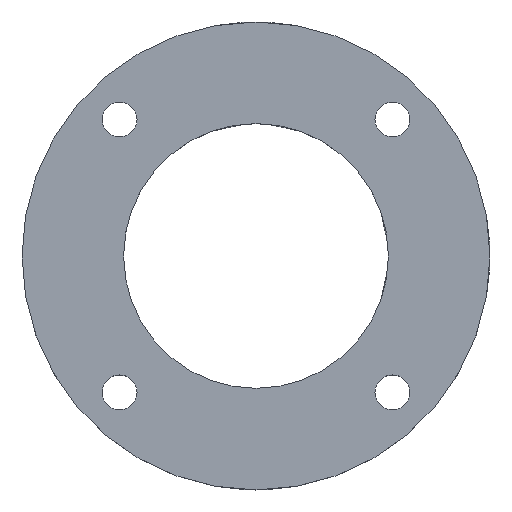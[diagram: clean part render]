
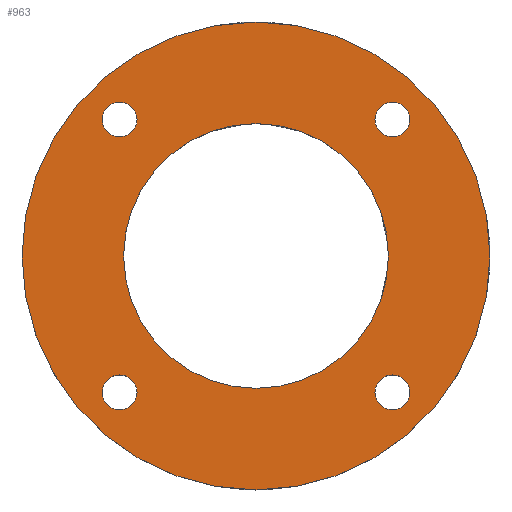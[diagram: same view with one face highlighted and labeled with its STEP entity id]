
A CAD part, top view. The second image highlights one B-rep face of the part: STEP entity #963.
In plain terms, the highlighted planar face has unit normal (0, 0, 1).
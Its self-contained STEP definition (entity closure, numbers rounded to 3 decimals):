
#7 = CARTESIAN_POINT ( 'NONE',  ( 28.984, -33.234, 6. ) ) ;
#14 = DIRECTION ( 'NONE',  ( 1., 0., 0. ) ) ;
#16 = DIRECTION ( 'NONE',  ( -1., 0., 0. ) ) ;
#21 = ORIENTED_EDGE ( 'NONE', *, *, #611, .T. ) ;
#46 = CIRCLE ( 'NONE', #994, 4.25 ) ;
#49 = EDGE_CURVE ( 'NONE', #78, #94, #568, .T. ) ;
#51 = VERTEX_POINT ( 'NONE', #332 ) ;
#56 = DIRECTION ( 'NONE',  ( 0., 0., 1. ) ) ;
#57 = EDGE_CURVE ( 'NONE', #322, #677, #703, .T. ) ;
#78 = VERTEX_POINT ( 'NONE', #7 ) ;
#92 = ORIENTED_EDGE ( 'NONE', *, *, #494, .F. ) ;
#94 = VERTEX_POINT ( 'NONE', #874 ) ;
#95 = CARTESIAN_POINT ( 'NONE',  ( 33.234, 33.234, 6. ) ) ;
#104 = CIRCLE ( 'NONE', #518, 4.25 ) ;
#110 = VERTEX_POINT ( 'NONE', #1039 ) ;
#111 = CARTESIAN_POINT ( 'NONE',  ( -57., 0., 6. ) ) ;
#124 = AXIS2_PLACEMENT_3D ( 'NONE', #339, #504, #929 ) ;
#131 = EDGE_CURVE ( 'NONE', #136, #573, #381, .T. ) ;
#132 = DIRECTION ( 'NONE',  ( 1., 0., 0. ) ) ;
#136 = VERTEX_POINT ( 'NONE', #536 ) ;
#157 = DIRECTION ( 'NONE',  ( 0., 0., 1. ) ) ;
#161 = DIRECTION ( 'NONE',  ( 0., 0., 1. ) ) ;
#165 = CARTESIAN_POINT ( 'NONE',  ( 33.234, -33.234, 6. ) ) ;
#166 = CIRCLE ( 'NONE', #765, 57. ) ;
#175 = CARTESIAN_POINT ( 'NONE',  ( 0., 0., 6. ) ) ;
#176 = EDGE_CURVE ( 'NONE', #677, #322, #720, .T. ) ;
#196 = DIRECTION ( 'NONE',  ( 0., 0., 1. ) ) ;
#215 = DIRECTION ( 'NONE',  ( 0., 0., 1. ) ) ;
#216 = AXIS2_PLACEMENT_3D ( 'NONE', #221, #56, #654 ) ;
#220 = CIRCLE ( 'NONE', #301, 57. ) ;
#221 = CARTESIAN_POINT ( 'NONE',  ( -33.234, -33.234, 6. ) ) ;
#222 = ORIENTED_EDGE ( 'NONE', *, *, #131, .F. ) ;
#246 = ORIENTED_EDGE ( 'NONE', *, *, #49, .F. ) ;
#268 = VERTEX_POINT ( 'NONE', #111 ) ;
#275 = CARTESIAN_POINT ( 'NONE',  ( -33.234, 33.234, 6. ) ) ;
#292 = CARTESIAN_POINT ( 'NONE',  ( -32.25, 0., 6. ) ) ;
#295 = VERTEX_POINT ( 'NONE', #612 ) ;
#301 = AXIS2_PLACEMENT_3D ( 'NONE', #589, #161, #1016 ) ;
#322 = VERTEX_POINT ( 'NONE', #629 ) ;
#323 = CARTESIAN_POINT ( 'NONE',  ( 0., 0., 6. ) ) ;
#332 = CARTESIAN_POINT ( 'NONE',  ( 37.484, 33.234, 6. ) ) ;
#339 = CARTESIAN_POINT ( 'NONE',  ( -33.234, -33.234, 6. ) ) ;
#349 = DIRECTION ( 'NONE',  ( 0., 0., 1. ) ) ;
#379 = FACE_BOUND ( 'NONE', #598, .T. ) ;
#381 = CIRCLE ( 'NONE', #1032, 4.25 ) ;
#382 = DIRECTION ( 'NONE',  ( 1., 0., 0. ) ) ;
#393 = EDGE_CURVE ( 'NONE', #268, #110, #220, .T. ) ;
#396 = EDGE_LOOP ( 'NONE', ( #222, #472 ) ) ;
#398 = EDGE_LOOP ( 'NONE', ( #488, #585 ) ) ;
#407 = EDGE_LOOP ( 'NONE', ( #705, #246 ) ) ;
#410 = PLANE ( 'NONE',  #685 ) ;
#434 = DIRECTION ( 'NONE',  ( 1., 0., 0. ) ) ;
#435 = EDGE_CURVE ( 'NONE', #94, #78, #46, .T. ) ;
#437 = FACE_BOUND ( 'NONE', #407, .T. ) ;
#449 = DIRECTION ( 'NONE',  ( 0., -1., 0. ) ) ;
#457 = CARTESIAN_POINT ( 'NONE',  ( 0., 0., 6. ) ) ;
#472 = ORIENTED_EDGE ( 'NONE', *, *, #863, .F. ) ;
#477 = ORIENTED_EDGE ( 'NONE', *, *, #393, .T. ) ;
#478 = CARTESIAN_POINT ( 'NONE',  ( 32.25, 0., 6. ) ) ;
#488 = ORIENTED_EDGE ( 'NONE', *, *, #57, .F. ) ;
#494 = EDGE_CURVE ( 'NONE', #798, #1009, #509, .T. ) ;
#504 = DIRECTION ( 'NONE',  ( 0., 0., 1. ) ) ;
#509 = CIRCLE ( 'NONE', #1050, 32.25 ) ;
#517 = DIRECTION ( 'NONE',  ( 0., 0., 1. ) ) ;
#518 = AXIS2_PLACEMENT_3D ( 'NONE', #710, #196, #449 ) ;
#536 = CARTESIAN_POINT ( 'NONE',  ( -28.984, 33.234, 6. ) ) ;
#537 = EDGE_CURVE ( 'NONE', #295, #51, #701, .T. ) ;
#556 = DIRECTION ( 'NONE',  ( 0., 0., 1. ) ) ;
#568 = CIRCLE ( 'NONE', #736, 4.25 ) ;
#572 = ORIENTED_EDGE ( 'NONE', *, *, #659, .F. ) ;
#573 = VERTEX_POINT ( 'NONE', #679 ) ;
#585 = ORIENTED_EDGE ( 'NONE', *, *, #176, .F. ) ;
#589 = CARTESIAN_POINT ( 'NONE',  ( 0., 0., 6. ) ) ;
#593 = AXIS2_PLACEMENT_3D ( 'NONE', #95, #517, #601 ) ;
#598 = EDGE_LOOP ( 'NONE', ( #572, #1092 ) ) ;
#601 = DIRECTION ( 'NONE',  ( 0., -1., 0. ) ) ;
#602 = FACE_BOUND ( 'NONE', #398, .T. ) ;
#611 = EDGE_CURVE ( 'NONE', #110, #268, #166, .T. ) ;
#612 = CARTESIAN_POINT ( 'NONE',  ( 28.984, 33.234, 6. ) ) ;
#629 = CARTESIAN_POINT ( 'NONE',  ( -28.984, -33.234, 6. ) ) ;
#634 = DIRECTION ( 'NONE',  ( 1., 0., 0. ) ) ;
#654 = DIRECTION ( 'NONE',  ( 0., 1., 0. ) ) ;
#659 = EDGE_CURVE ( 'NONE', #51, #295, #104, .T. ) ;
#677 = VERTEX_POINT ( 'NONE', #797 ) ;
#679 = CARTESIAN_POINT ( 'NONE',  ( -37.484, 33.234, 6. ) ) ;
#685 = AXIS2_PLACEMENT_3D ( 'NONE', #323, #157, #759 ) ;
#701 = CIRCLE ( 'NONE', #593, 4.25 ) ;
#703 = CIRCLE ( 'NONE', #124, 4.25 ) ;
#705 = ORIENTED_EDGE ( 'NONE', *, *, #435, .F. ) ;
#710 = CARTESIAN_POINT ( 'NONE',  ( 33.234, 33.234, 6. ) ) ;
#720 = CIRCLE ( 'NONE', #216, 4.25 ) ;
#728 = AXIS2_PLACEMENT_3D ( 'NONE', #457, #556, #634 ) ;
#732 = CIRCLE ( 'NONE', #924, 4.25 ) ;
#736 = AXIS2_PLACEMENT_3D ( 'NONE', #165, #1020, #1097 ) ;
#740 = DIRECTION ( 'NONE',  ( 0., 0., 1. ) ) ;
#759 = DIRECTION ( 'NONE',  ( 1., 0., 0. ) ) ;
#765 = AXIS2_PLACEMENT_3D ( 'NONE', #779, #349, #14 ) ;
#779 = CARTESIAN_POINT ( 'NONE',  ( 0., 0., 6. ) ) ;
#797 = CARTESIAN_POINT ( 'NONE',  ( -37.484, -33.234, 6. ) ) ;
#798 = VERTEX_POINT ( 'NONE', #292 ) ;
#815 = EDGE_LOOP ( 'NONE', ( #92, #825 ) ) ;
#824 = EDGE_CURVE ( 'NONE', #1009, #798, #1013, .T. ) ;
#825 = ORIENTED_EDGE ( 'NONE', *, *, #824, .F. ) ;
#849 = DIRECTION ( 'NONE',  ( 0., 0., 1. ) ) ;
#863 = EDGE_CURVE ( 'NONE', #573, #136, #732, .T. ) ;
#874 = CARTESIAN_POINT ( 'NONE',  ( 37.484, -33.234, 6. ) ) ;
#887 = FACE_BOUND ( 'NONE', #396, .T. ) ;
#919 = FACE_OUTER_BOUND ( 'NONE', #997, .T. ) ;
#924 = AXIS2_PLACEMENT_3D ( 'NONE', #1058, #740, #382 ) ;
#929 = DIRECTION ( 'NONE',  ( 0., 1., 0. ) ) ;
#934 = CARTESIAN_POINT ( 'NONE',  ( 33.234, -33.234, 6. ) ) ;
#963 = ADVANCED_FACE ( 'NONE', ( #379, #437, #602, #887, #919, #1057 ), #410, .T. ) ;
#994 = AXIS2_PLACEMENT_3D ( 'NONE', #934, #1098, #16 ) ;
#997 = EDGE_LOOP ( 'NONE', ( #477, #21 ) ) ;
#1009 = VERTEX_POINT ( 'NONE', #478 ) ;
#1013 = CIRCLE ( 'NONE', #728, 32.25 ) ;
#1016 = DIRECTION ( 'NONE',  ( 1., 0., 0. ) ) ;
#1020 = DIRECTION ( 'NONE',  ( 0., 0., 1. ) ) ;
#1032 = AXIS2_PLACEMENT_3D ( 'NONE', #275, #215, #132 ) ;
#1039 = CARTESIAN_POINT ( 'NONE',  ( 57., 0., 6. ) ) ;
#1050 = AXIS2_PLACEMENT_3D ( 'NONE', #175, #849, #434 ) ;
#1057 = FACE_BOUND ( 'NONE', #815, .T. ) ;
#1058 = CARTESIAN_POINT ( 'NONE',  ( -33.234, 33.234, 6. ) ) ;
#1092 = ORIENTED_EDGE ( 'NONE', *, *, #537, .F. ) ;
#1097 = DIRECTION ( 'NONE',  ( -1., 0., 0. ) ) ;
#1098 = DIRECTION ( 'NONE',  ( 0., 0., 1. ) ) ;
